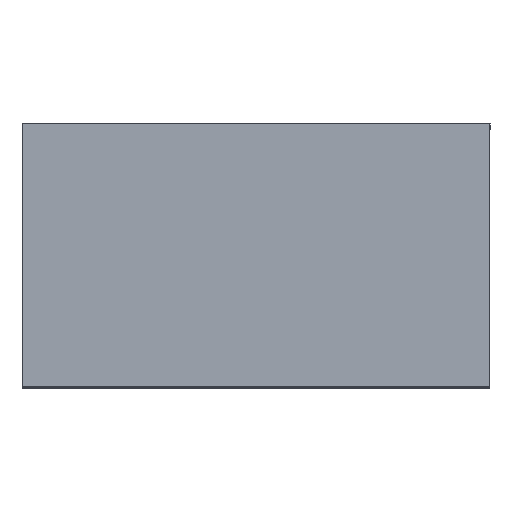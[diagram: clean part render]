
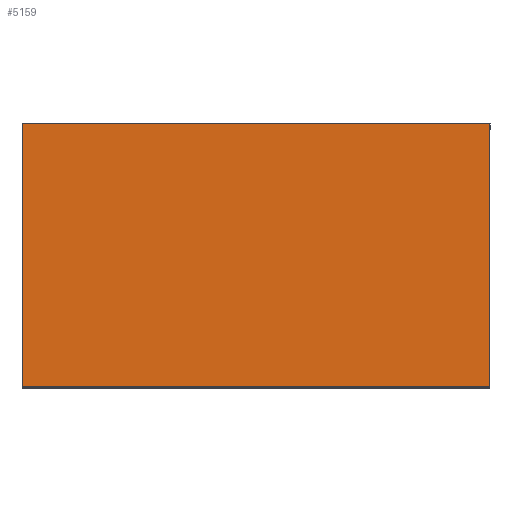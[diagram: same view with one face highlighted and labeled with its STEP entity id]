
A CAD part, top view. The second image highlights one B-rep face of the part: STEP entity #5159.
In plain terms, the highlighted planar face has unit normal (0, 0, 1).
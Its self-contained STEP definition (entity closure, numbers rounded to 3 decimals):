
#311 = VECTOR ( 'NONE', #4550, 1000. ) ;
#342 = VECTOR ( 'NONE', #4401, 1000. ) ;
#481 = VECTOR ( 'NONE', #3792, 1000. ) ;
#645 = EDGE_CURVE ( 'NONE', #3190, #5282, #1078, .T. ) ;
#872 = LINE ( 'NONE', #1294, #481 ) ;
#926 = CARTESIAN_POINT ( 'NONE',  ( 0.4, 0.225, 0.8 ) ) ;
#1078 = LINE ( 'NONE', #2625, #311 ) ;
#1274 = CARTESIAN_POINT ( 'NONE',  ( 0.4, -0.225, 0.8 ) ) ;
#1294 = CARTESIAN_POINT ( 'NONE',  ( 0.4, 0.225, 0.8 ) ) ;
#1668 = DIRECTION ( 'NONE',  ( 0., 0., -1. ) ) ;
#1888 = VERTEX_POINT ( 'NONE', #1274 ) ;
#2051 = DIRECTION ( 'NONE',  ( -1., 0., 0. ) ) ;
#2269 = LINE ( 'NONE', #5819, #342 ) ;
#2293 = EDGE_LOOP ( 'NONE', ( #4405, #2511, #5629, #5305 ) ) ;
#2511 = ORIENTED_EDGE ( 'NONE', *, *, #5974, .F. ) ;
#2625 = CARTESIAN_POINT ( 'NONE',  ( -0.4, 0.225, 0.8 ) ) ;
#2676 = EDGE_CURVE ( 'NONE', #5949, #1888, #3977, .T. ) ;
#2996 = DIRECTION ( 'NONE',  ( 0., -1., 0. ) ) ;
#3104 = PLANE ( 'NONE',  #5019 ) ;
#3190 = VERTEX_POINT ( 'NONE', #4728 ) ;
#3272 = EDGE_CURVE ( 'NONE', #5949, #3190, #872, .T. ) ;
#3792 = DIRECTION ( 'NONE',  ( -1., 0., 0. ) ) ;
#3977 = LINE ( 'NONE', #5947, #5504 ) ;
#4401 = DIRECTION ( 'NONE',  ( -1., 0., 0. ) ) ;
#4405 = ORIENTED_EDGE ( 'NONE', *, *, #645, .T. ) ;
#4550 = DIRECTION ( 'NONE',  ( 0., -1., 0. ) ) ;
#4728 = CARTESIAN_POINT ( 'NONE',  ( -0.4, 0.225, 0.8 ) ) ;
#4946 = CARTESIAN_POINT ( 'NONE',  ( -0.4, -0.225, 0.8 ) ) ;
#5019 = AXIS2_PLACEMENT_3D ( 'NONE', #5121, #1668, #2051 ) ;
#5054 = FACE_OUTER_BOUND ( 'NONE', #2293, .T. ) ;
#5121 = CARTESIAN_POINT ( 'NONE',  ( 0.4, 0.225, 0.8 ) ) ;
#5159 = ADVANCED_FACE ( 'NONE', ( #5054 ), #3104, .F. ) ;
#5282 = VERTEX_POINT ( 'NONE', #4946 ) ;
#5305 = ORIENTED_EDGE ( 'NONE', *, *, #3272, .T. ) ;
#5504 = VECTOR ( 'NONE', #2996, 1000. ) ;
#5629 = ORIENTED_EDGE ( 'NONE', *, *, #2676, .F. ) ;
#5819 = CARTESIAN_POINT ( 'NONE',  ( 0.4, -0.225, 0.8 ) ) ;
#5947 = CARTESIAN_POINT ( 'NONE',  ( 0.4, 0.225, 0.8 ) ) ;
#5949 = VERTEX_POINT ( 'NONE', #926 ) ;
#5974 = EDGE_CURVE ( 'NONE', #1888, #5282, #2269, .T. ) ;
